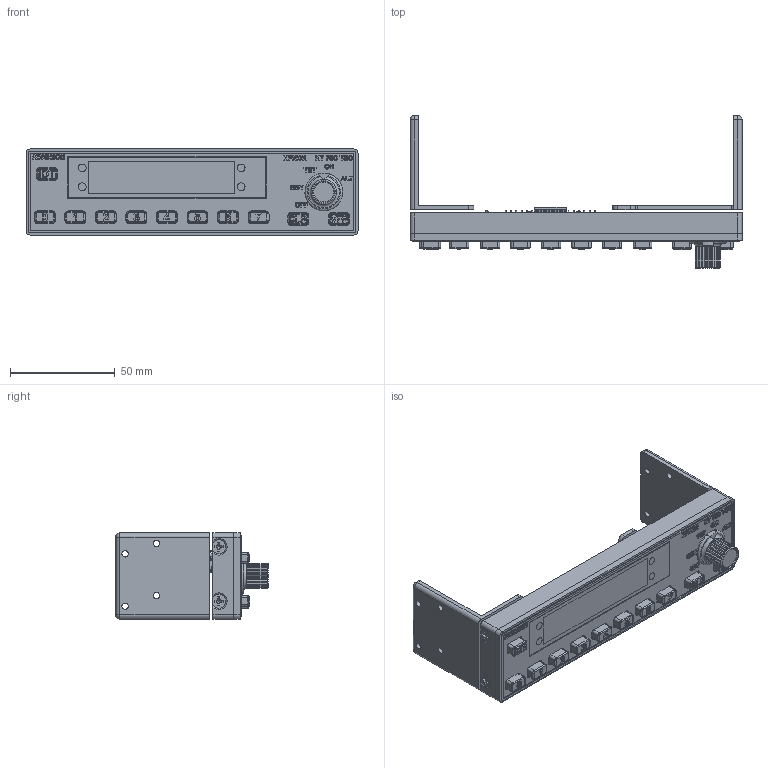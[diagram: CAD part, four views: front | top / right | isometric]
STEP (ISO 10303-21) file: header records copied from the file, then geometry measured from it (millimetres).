
FILE_DESCRIPTION(/* description */ (''),/* implementation_level */ '2;1');
FILE_NAME(/* name */ 'KT 76C Transponder CAD v36.step',/* time_stamp */ '2024-03-14T18:16:10-06:00',/* author */ (''),/* organization */ (''),/* preprocessor_version */ 'ST-DEVELOPER v20',/* originating_system */ 'Autodesk Translation Framework v12.20.1.177',/* authorisation */ '');
FILE_SCHEMA (('AUTOMOTIVE_DESIGN { 1 0 10303 214 3 1 1 }'));
Products named in the file (34): KT 76C Transponder CAD; Faceplate; Button Skirt Spacer; 91771A144_Passivated 18-8 Stainless Steel Phillips Flat Head Screw; Electronics; max7219-module-assembly; pcb; MAX7219CWG; 0805_RES; 0805_RES.stp; capsule.stp; TopCover.stp; Encapsulation.stp; 0805 (2012) h = 0.80; MicroMelfDiode; 3461AS-RED___ _________; Backing; Lil Bezel; Tint; Selector Knob; Buttony Buttons; Button IDT; Button 0; Button 1; Button 2; Button 3; Button 4; Button 5; Button 6; Button 7; Button CLR; Button VFR; Button BLANK; PCB_1
Assembly tree (36 placements, depth 6):
  KT 76C Transponder CAD
    Faceplate
      Button Skirt Spacer
      91771A144_Passivated 18-8 Stainless Steel Phillips Flat Head Screw  x2
    Electronics
      max7219-module-assembly
        3461AS-RED___ _________  x2
        pcb
        MAX7219CWG
        0805_RES
          0805_RES.stp
            Encapsulation.stp  x2
            capsule.stp
            TopCover.stp
        0805 (2012) h = 0.80
        MicroMelfDiode
    Backing
    Lil Bezel
    Tint
    Selector Knob
    Buttony Buttons
      Button IDT
      Button 0
      Button 1
      Button 2
      Button 3
      Button 4
      Button 5
      Button 6
      Button 7
      Button CLR
      Button VFR
      Button BLANK
    PCB_1
Bounding box: 158.75 x 73 x 41.15 mm (x, y, z)
Volume: 66912.1 mm3; surface area: 60330.1 mm2
Topology: 59 solids, 66 shells, 3255 faces, 8405 edges, 5534 vertices
Faces by surface type: plane 1894, bspline 795, cylinder 499, torus 49, sphere 12, cone 6
Full cylindrical faces by diameter (mm): 0.42 x2, 0.45 x24, 0.5 x10, 0.6 x24, 0.62 x20, 0.8 x8, 1.2 x2, 3 x8, 3.4 x2, 3.5 x2, 3.505 x2, 3.65 x6, 3.74 x4, 3.75 x2, 6 x1, 9 x3, 10 x1, 18 x1
Entity records: 110135 total; most frequent: CARTESIAN_POINT 40141, ORIENTED_EDGE 15450, DIRECTION 11786, EDGE_CURVE 7757, VERTEX_POINT 5104, LINE 5054, VECTOR 5054, AXIS2_PLACEMENT_3D 3366
